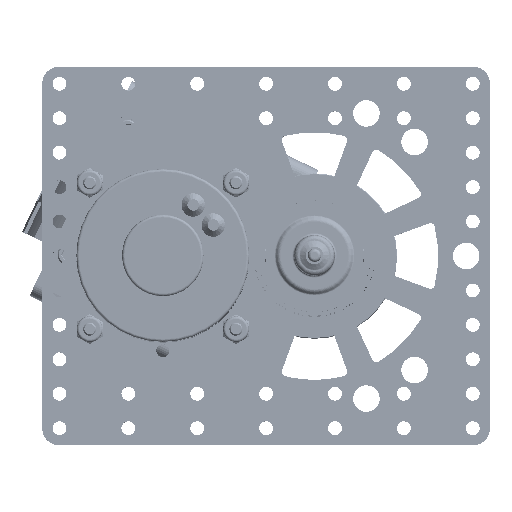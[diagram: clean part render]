
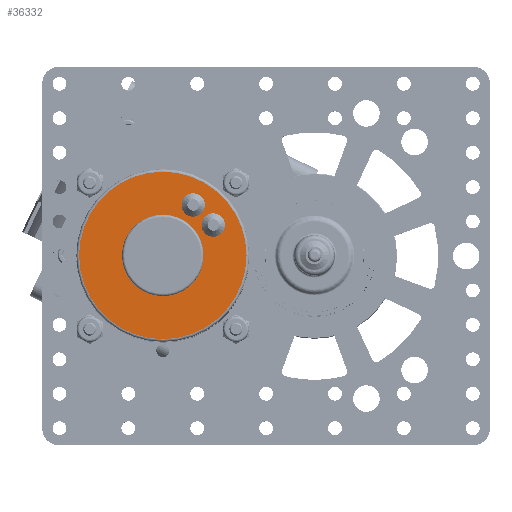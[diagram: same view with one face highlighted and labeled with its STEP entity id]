
A CAD part, top view. The second image highlights one B-rep face of the part: STEP entity #36332.
In plain terms, the highlighted face is planar.
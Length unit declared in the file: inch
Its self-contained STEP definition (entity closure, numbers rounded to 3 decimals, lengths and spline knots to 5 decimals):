
#554 = DIRECTION ( 'NONE',  ( 0., 0., -1. ) ) ;
#2523 = AXIS2_PLACEMENT_3D ( 'NONE', #104935, #41711, #115625 ) ;
#6920 = DIRECTION ( 'NONE',  ( -1., 0., 0. ) ) ;
#8721 = CIRCLE ( 'NONE', #43071, 1.21563 ) ;
#8817 = FACE_BOUND ( 'NONE', #18912, .T. ) ;
#9036 = VERTEX_POINT ( 'NONE', #104662 ) ;
#13010 = ORIENTED_EDGE ( 'NONE', *, *, #97819, .F. ) ;
#13272 = AXIS2_PLACEMENT_3D ( 'NONE', #23807, #97651, #34372 ) ;
#17222 = ORIENTED_EDGE ( 'NONE', *, *, #41712, .F. ) ;
#18117 = CIRCLE ( 'NONE', #60100, 0.592 ) ;
#18168 = VERTEX_POINT ( 'NONE', #33093 ) ;
#18912 = EDGE_LOOP ( 'NONE', ( #40758, #13010 ) ) ;
#19639 = AXIS2_PLACEMENT_3D ( 'NONE', #26382, #58266, #132025 ) ;
#23807 = CARTESIAN_POINT ( 'NONE',  ( 1.84123, 5.03556, -3.762 ) ) ;
#26382 = CARTESIAN_POINT ( 'NONE',  ( 1.4, 4.303, -3.762 ) ) ;
#26839 = FACE_OUTER_BOUND ( 'NONE', #117425, .T. ) ;
#28248 = CIRCLE ( 'NONE', #53821, 0.17 ) ;
#32557 = EDGE_CURVE ( 'NONE', #89126, #18168, #28248, .T. ) ;
#32879 = DIRECTION ( 'NONE',  ( 0., 0., -1. ) ) ;
#33093 = CARTESIAN_POINT ( 'NONE',  ( 1.96256, 4.74423, -3.762 ) ) ;
#34104 = CIRCLE ( 'NONE', #2523, 0.17 ) ;
#34372 = DIRECTION ( 'NONE',  ( -1., 0., 0. ) ) ;
#36332 = ADVANCED_FACE ( 'NONE', ( #26839, #111099, #8817, #54967 ), #47609, .T. ) ;
#38105 = CARTESIAN_POINT ( 'NONE',  ( 2.13256, 4.74423, -3.762 ) ) ;
#38925 = VERTEX_POINT ( 'NONE', #121356 ) ;
#40737 = CARTESIAN_POINT ( 'NONE',  ( 1.4, 4.303, -3.762 ) ) ;
#40758 = ORIENTED_EDGE ( 'NONE', *, *, #32557, .F. ) ;
#41711 = DIRECTION ( 'NONE',  ( 0., 0., -1. ) ) ;
#41712 = EDGE_CURVE ( 'NONE', #9036, #77350, #34104, .T. ) ;
#42779 = EDGE_LOOP ( 'NONE', ( #17222, #115929 ) ) ;
#43071 = AXIS2_PLACEMENT_3D ( 'NONE', #114392, #51141, #124925 ) ;
#47609 = PLANE ( 'NONE',  #19639 ) ;
#48739 = DIRECTION ( 'NONE',  ( -1., 0., 0. ) ) ;
#51141 = DIRECTION ( 'NONE',  ( 0., 0., -1. ) ) ;
#51439 = DIRECTION ( 'NONE',  ( -1., 0., 0. ) ) ;
#51680 = AXIS2_PLACEMENT_3D ( 'NONE', #96158, #32879, #106740 ) ;
#53821 = AXIS2_PLACEMENT_3D ( 'NONE', #133192, #70047, #6920 ) ;
#54967 = FACE_BOUND ( 'NONE', #73497, .T. ) ;
#57123 = AXIS2_PLACEMENT_3D ( 'NONE', #38105, #112012, #48739 ) ;
#58266 = DIRECTION ( 'NONE',  ( 0., 0., -1. ) ) ;
#60100 = AXIS2_PLACEMENT_3D ( 'NONE', #40737, #114669, #51439 ) ;
#60363 = AXIS2_PLACEMENT_3D ( 'NONE', #63738, #554, #74339 ) ;
#60507 = ORIENTED_EDGE ( 'NONE', *, *, #115801, .T. ) ;
#63165 = CIRCLE ( 'NONE', #51680, 1.21563 ) ;
#63738 = CARTESIAN_POINT ( 'NONE',  ( 1.4, 4.303, -3.762 ) ) ;
#69359 = CIRCLE ( 'NONE', #13272, 0.17 ) ;
#70047 = DIRECTION ( 'NONE',  ( 0., 0., -1. ) ) ;
#72806 = CARTESIAN_POINT ( 'NONE',  ( 2.61563, 4.303, -3.762 ) ) ;
#73497 = EDGE_LOOP ( 'NONE', ( #131437, #84149 ) ) ;
#74339 = DIRECTION ( 'NONE',  ( -1., 0., 0. ) ) ;
#75162 = VERTEX_POINT ( 'NONE', #87568 ) ;
#76192 = CARTESIAN_POINT ( 'NONE',  ( 2.30256, 4.74423, -3.762 ) ) ;
#77350 = VERTEX_POINT ( 'NONE', #126430 ) ;
#84149 = ORIENTED_EDGE ( 'NONE', *, *, #92902, .F. ) ;
#87029 = CARTESIAN_POINT ( 'NONE',  ( 0.18437, 4.303, -3.762 ) ) ;
#87568 = CARTESIAN_POINT ( 'NONE',  ( 0.808, 4.303, -3.762 ) ) ;
#89126 = VERTEX_POINT ( 'NONE', #76192 ) ;
#92507 = EDGE_CURVE ( 'NONE', #77350, #9036, #69359, .T. ) ;
#92560 = ORIENTED_EDGE ( 'NONE', *, *, #100105, .T. ) ;
#92902 = EDGE_CURVE ( 'NONE', #75162, #38925, #18117, .T. ) ;
#96158 = CARTESIAN_POINT ( 'NONE',  ( 1.4, 4.303, -3.762 ) ) ;
#97651 = DIRECTION ( 'NONE',  ( 0., 0., -1. ) ) ;
#97819 = EDGE_CURVE ( 'NONE', #18168, #89126, #123000, .T. ) ;
#100105 = EDGE_CURVE ( 'NONE', #122232, #134689, #8721, .T. ) ;
#104662 = CARTESIAN_POINT ( 'NONE',  ( 2.01123, 5.03556, -3.762 ) ) ;
#104935 = CARTESIAN_POINT ( 'NONE',  ( 1.84123, 5.03556, -3.762 ) ) ;
#106740 = DIRECTION ( 'NONE',  ( -1., 0., 0. ) ) ;
#111099 = FACE_BOUND ( 'NONE', #42779, .T. ) ;
#112012 = DIRECTION ( 'NONE',  ( 0., 0., -1. ) ) ;
#114392 = CARTESIAN_POINT ( 'NONE',  ( 1.4, 4.303, -3.762 ) ) ;
#114669 = DIRECTION ( 'NONE',  ( 0., 0., -1. ) ) ;
#115625 = DIRECTION ( 'NONE',  ( -1., 0., 0. ) ) ;
#115801 = EDGE_CURVE ( 'NONE', #134689, #122232, #63165, .T. ) ;
#115929 = ORIENTED_EDGE ( 'NONE', *, *, #92507, .F. ) ;
#116130 = CIRCLE ( 'NONE', #60363, 0.592 ) ;
#117425 = EDGE_LOOP ( 'NONE', ( #92560, #60507 ) ) ;
#121356 = CARTESIAN_POINT ( 'NONE',  ( 1.992, 4.303, -3.762 ) ) ;
#122232 = VERTEX_POINT ( 'NONE', #87029 ) ;
#123000 = CIRCLE ( 'NONE', #57123, 0.17 ) ;
#124925 = DIRECTION ( 'NONE',  ( -1., 0., 0. ) ) ;
#126430 = CARTESIAN_POINT ( 'NONE',  ( 1.67123, 5.03556, -3.762 ) ) ;
#131437 = ORIENTED_EDGE ( 'NONE', *, *, #132938, .F. ) ;
#132025 = DIRECTION ( 'NONE',  ( -1., 0., 0. ) ) ;
#132938 = EDGE_CURVE ( 'NONE', #38925, #75162, #116130, .T. ) ;
#133192 = CARTESIAN_POINT ( 'NONE',  ( 2.13256, 4.74423, -3.762 ) ) ;
#134689 = VERTEX_POINT ( 'NONE', #72806 ) ;
